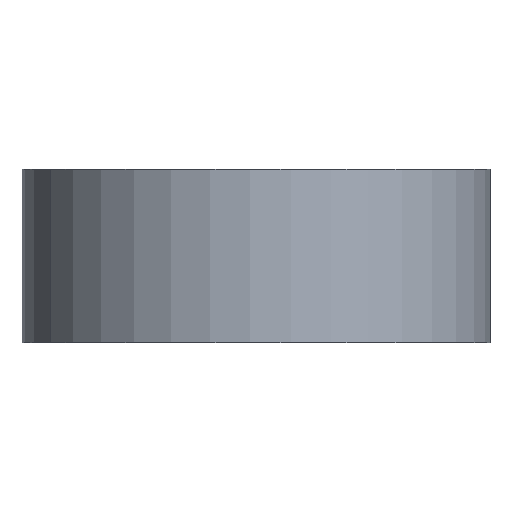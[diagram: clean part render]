
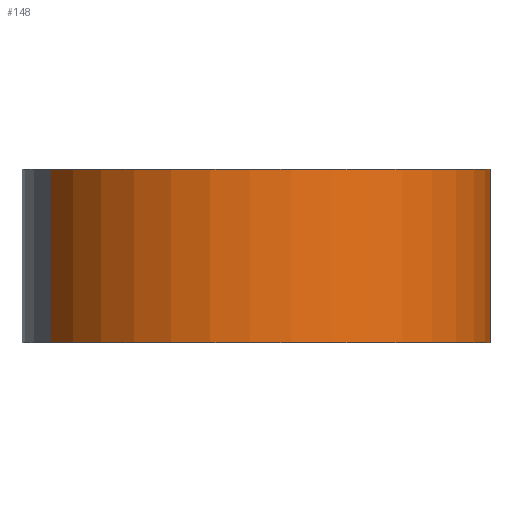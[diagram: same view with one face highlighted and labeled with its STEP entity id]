
A CAD part, left-side view. The second image highlights one B-rep face of the part: STEP entity #148.
In plain terms, the highlighted cylindrical face has radius 13.5 mm (diameter 27 mm), a partial arc.
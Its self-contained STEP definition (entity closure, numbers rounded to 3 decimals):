
#109=CARTESIAN_POINT('Axis2P3D Location',(0.,0.,5.)) ;
#114=CARTESIAN_POINT('Line Origine',(6.472,-11.847,5.)) ;
#118=CARTESIAN_POINT('Vertex',(6.472,-11.847,0.)) ;
#120=CARTESIAN_POINT('Vertex',(6.472,-11.847,10.)) ;
#123=CARTESIAN_POINT('Axis2P3D Location',(0.,0.,10.)) ;
#127=CARTESIAN_POINT('Vertex',(-6.472,11.847,10.)) ;
#130=CARTESIAN_POINT('Line Origine',(-6.472,11.847,5.)) ;
#134=CARTESIAN_POINT('Vertex',(-6.472,11.847,0.)) ;
#137=CARTESIAN_POINT('Axis2P3D Location',(0.,0.,0.)) ;
#110=DIRECTION('Axis2P3D Direction',(0.,0.,1.)) ;
#111=DIRECTION('Axis2P3D XDirection',(-0.479,0.878,0.)) ;
#115=DIRECTION('Vector Direction',(0.,0.,1.)) ;
#124=DIRECTION('Axis2P3D Direction',(0.,0.,1.)) ;
#131=DIRECTION('Vector Direction',(0.,0.,1.)) ;
#138=DIRECTION('Axis2P3D Direction',(0.,0.,1.)) ;
#112=AXIS2_PLACEMENT_3D('Cylinder Axis2P3D',#109,#110,#111) ;
#125=AXIS2_PLACEMENT_3D('Circle Axis2P3D',#123,#124,$) ;
#139=AXIS2_PLACEMENT_3D('Circle Axis2P3D',#137,#138,$) ;
#143=ORIENTED_EDGE('',*,*,#122,.T.) ;
#144=ORIENTED_EDGE('',*,*,#129,.F.) ;
#145=ORIENTED_EDGE('',*,*,#136,.F.) ;
#146=ORIENTED_EDGE('',*,*,#141,.T.) ;
#116=VECTOR('Line Direction',#115,1.) ;
#132=VECTOR('Line Direction',#131,1.) ;
#148=ADVANCED_FACE('Corps principal',(#147),#113,.T.) ;
#126=CIRCLE('generated circle',#125,13.5) ;
#140=CIRCLE('generated circle',#139,13.5) ;
#113=CYLINDRICAL_SURFACE('generated cylinder',#112,13.5) ;
#122=EDGE_CURVE('',#119,#121,#117,.T.) ;
#129=EDGE_CURVE('',#128,#121,#126,.T.) ;
#136=EDGE_CURVE('',#135,#128,#133,.T.) ;
#141=EDGE_CURVE('',#135,#119,#140,.T.) ;
#142=EDGE_LOOP('',(#143,#144,#145,#146)) ;
#147=FACE_OUTER_BOUND('',#142,.T.) ;
#117=LINE('Line',#114,#116) ;
#133=LINE('Line',#130,#132) ;
#119=VERTEX_POINT('',#118) ;
#121=VERTEX_POINT('',#120) ;
#128=VERTEX_POINT('',#127) ;
#135=VERTEX_POINT('',#134) ;
